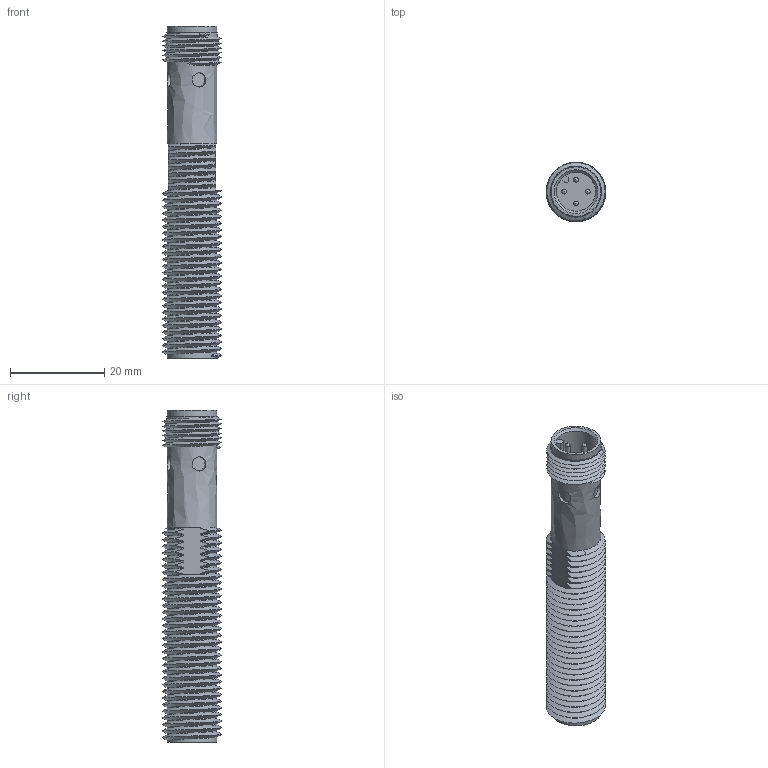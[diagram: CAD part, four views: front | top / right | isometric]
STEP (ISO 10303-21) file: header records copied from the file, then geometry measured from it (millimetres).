
FILE_DESCRIPTION( ('This file contains a STEP AP42 implementation' ,'as created by ZW3D STEP Interface translator.') ,'2;1' );
FILE_NAME( 'WCN1-1204X-XRL4.stp' ,'201021.1043 3', (''), ('ZWCAD Software Co.'), 'Version 1.0', 'ZW3D to STEP translator', '' );
FILE_SCHEMA(('AUTOMOTIVE_DESIGN'));
Length unit declared in the file: millimetre
Products named in the file (2): 0; WCN1-1204X-XRL4
Bounding box: 12.6 x 12.6 x 70.45 mm (x, y, z)
Volume: 6486.9 mm3; surface area: 4472.6 mm2
Topology: 1 solids, 1 shells, 139 faces, 383 edges, 248 vertices
Faces by surface type: bspline 139
Entity records: 17718 total; most frequent: CARTESIAN_POINT 15520, ORIENTED_EDGE 748, EDGE_CURVE 374, VERTEX_POINT 247, B_SPLINE_CURVE_WITH_KNOTS 196, EDGE_LOOP 149, FACE_OUTER_BOUND 139, ADVANCED_FACE 139
